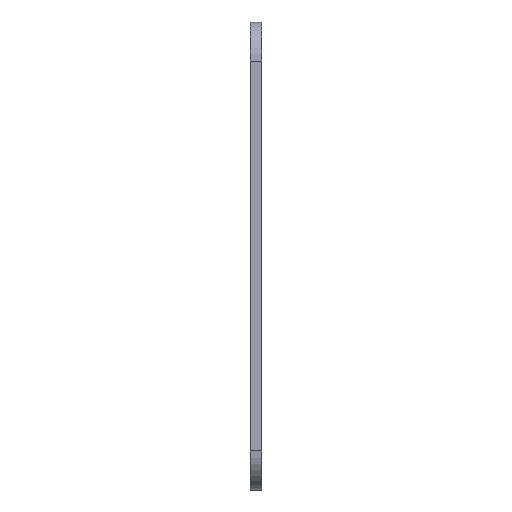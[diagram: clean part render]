
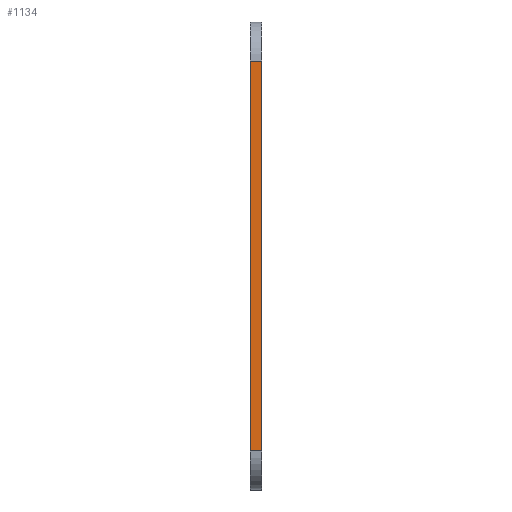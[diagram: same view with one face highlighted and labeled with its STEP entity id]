
A CAD part, left-side view. The second image highlights one B-rep face of the part: STEP entity #1134.
In plain terms, the highlighted planar face has unit normal (-1, 0, 0).
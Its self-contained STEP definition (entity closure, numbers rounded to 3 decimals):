
#101 = VECTOR ( 'NONE', #625, 1000. ) ;
#113 = DIRECTION ( 'NONE',  ( 1., 0., 0. ) ) ;
#184 = EDGE_LOOP ( 'NONE', ( #3011, #1561, #766, #2176 ) ) ;
#339 = VECTOR ( 'NONE', #1690, 1000. ) ;
#359 = PLANE ( 'NONE',  #1822 ) ;
#375 = CARTESIAN_POINT ( 'NONE',  ( -50., 3., 50. ) ) ;
#534 = VERTEX_POINT ( 'NONE', #2150 ) ;
#540 = LINE ( 'NONE', #1137, #1670 ) ;
#625 = DIRECTION ( 'NONE',  ( 0., 0., 1. ) ) ;
#766 = ORIENTED_EDGE ( 'NONE', *, *, #1333, .F. ) ;
#1134 = ADVANCED_FACE ( 'NONE', ( #2901 ), #359, .F. ) ;
#1137 = CARTESIAN_POINT ( 'NONE',  ( -50., 3., 50. ) ) ;
#1147 = CARTESIAN_POINT ( 'NONE',  ( -50., 0., -50. ) ) ;
#1166 = VECTOR ( 'NONE', #1893, 1000. ) ;
#1246 = VERTEX_POINT ( 'NONE', #2895 ) ;
#1333 = EDGE_CURVE ( 'NONE', #534, #2110, #2046, .T. ) ;
#1449 = EDGE_CURVE ( 'NONE', #2110, #1246, #540, .T. ) ;
#1561 = ORIENTED_EDGE ( 'NONE', *, *, #1449, .F. ) ;
#1575 = DIRECTION ( 'NONE',  ( 0., -1., 0. ) ) ;
#1670 = VECTOR ( 'NONE', #1575, 1000. ) ;
#1685 = EDGE_CURVE ( 'NONE', #534, #3102, #2309, .T. ) ;
#1688 = EDGE_CURVE ( 'NONE', #3102, #1246, #2897, .T. ) ;
#1690 = DIRECTION ( 'NONE',  ( 0., 0., 1. ) ) ;
#1717 = DIRECTION ( 'NONE',  ( 0., 0., -1. ) ) ;
#1730 = CARTESIAN_POINT ( 'NONE',  ( -50., 0., 50. ) ) ;
#1744 = CARTESIAN_POINT ( 'NONE',  ( -50., 3., -50. ) ) ;
#1822 = AXIS2_PLACEMENT_3D ( 'NONE', #375, #113, #1717 ) ;
#1893 = DIRECTION ( 'NONE',  ( 0., -1., 0. ) ) ;
#2046 = LINE ( 'NONE', #2499, #101 ) ;
#2110 = VERTEX_POINT ( 'NONE', #2728 ) ;
#2150 = CARTESIAN_POINT ( 'NONE',  ( -50., 3., -50. ) ) ;
#2176 = ORIENTED_EDGE ( 'NONE', *, *, #1685, .T. ) ;
#2309 = LINE ( 'NONE', #1744, #1166 ) ;
#2499 = CARTESIAN_POINT ( 'NONE',  ( -50., 3., 50. ) ) ;
#2728 = CARTESIAN_POINT ( 'NONE',  ( -50., 3., 50. ) ) ;
#2895 = CARTESIAN_POINT ( 'NONE',  ( -50., 0., 50. ) ) ;
#2897 = LINE ( 'NONE', #1730, #339 ) ;
#2901 = FACE_OUTER_BOUND ( 'NONE', #184, .T. ) ;
#3011 = ORIENTED_EDGE ( 'NONE', *, *, #1688, .T. ) ;
#3102 = VERTEX_POINT ( 'NONE', #1147 ) ;
